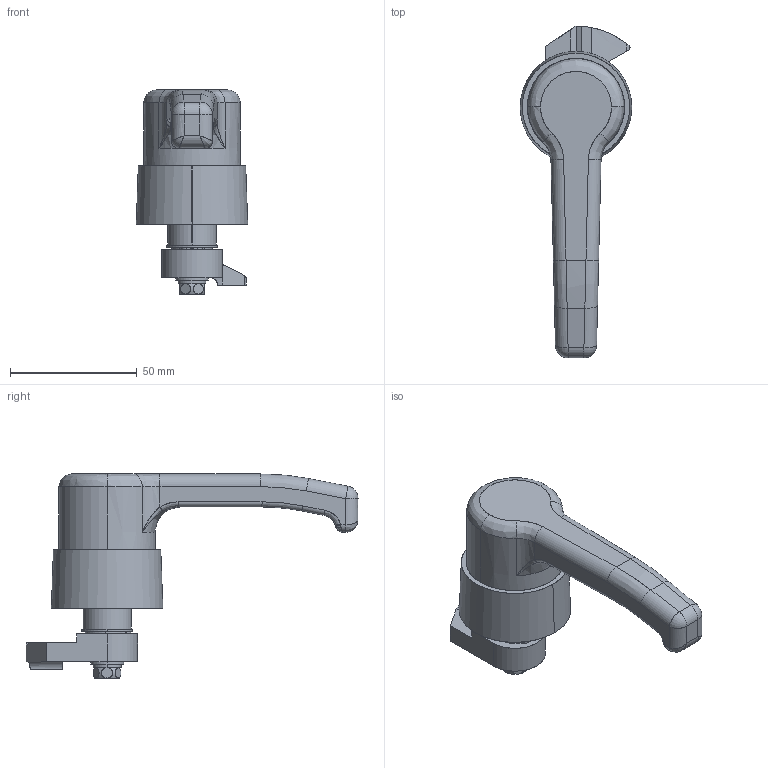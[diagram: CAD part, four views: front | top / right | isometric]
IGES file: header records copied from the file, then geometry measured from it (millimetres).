
Start section: SolidWorks IGES file using analytic representation for surfaces
Global section: file name: FA-682-2-R.IGS,15; native system: HSolidWorks 2021; preprocessor: SolidWorks 2021; author: 1337yo; date: 231006.153901; units: millimetre
Bounding box: 44 x 131 x 80.53 mm (x, y, z)
Surface area: 26062.7 mm2 (no closed solid volume)
Topology: 0 solids, 0 shells, 229 faces, 3698 edges, 3694 vertices
Faces by surface type: bspline 124, revolution 105
